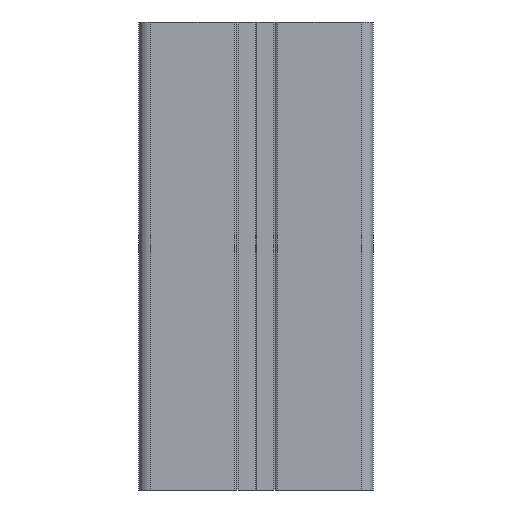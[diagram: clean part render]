
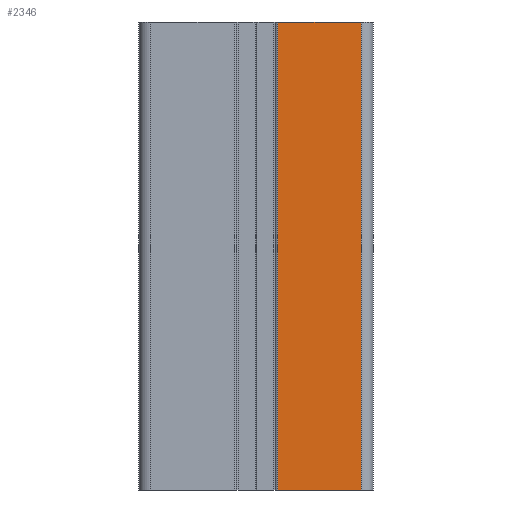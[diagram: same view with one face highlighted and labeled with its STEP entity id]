
A CAD part, front view. The second image highlights one B-rep face of the part: STEP entity #2346.
In plain terms, the highlighted planar face has unit normal (0, -1, 0).
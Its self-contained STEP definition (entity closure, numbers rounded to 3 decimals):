
#65=PLANE('',#2537);
#166=FACE_OUTER_BOUND('',#286,.T.);
#286=EDGE_LOOP('',(#1813,#1814,#1815,#1816));
#492=LINE('',#3760,#736);
#493=LINE('',#3763,#737);
#494=LINE('',#3765,#738);
#495=LINE('',#3766,#739);
#736=VECTOR('',#3059,100.);
#737=VECTOR('',#3062,17.85);
#738=VECTOR('',#3063,17.85);
#739=VECTOR('',#3064,100.);
#1083=VERTEX_POINT('',#3756);
#1084=VERTEX_POINT('',#3758);
#1085=VERTEX_POINT('',#3762);
#1086=VERTEX_POINT('',#3764);
#1390=EDGE_CURVE('',#1083,#1084,#492,.T.);
#1391=EDGE_CURVE('',#1085,#1083,#493,.T.);
#1392=EDGE_CURVE('',#1086,#1084,#494,.T.);
#1393=EDGE_CURVE('',#1085,#1086,#495,.T.);
#1813=ORIENTED_EDGE('',*,*,#1391,.T.);
#1814=ORIENTED_EDGE('',*,*,#1390,.T.);
#1815=ORIENTED_EDGE('',*,*,#1392,.F.);
#1816=ORIENTED_EDGE('',*,*,#1393,.F.);
#2346=ADVANCED_FACE('',(#166),#65,.T.);
#2537=AXIS2_PLACEMENT_3D('',#3761,#3060,#3061);
#3059=DIRECTION('',(0.,0.,1.));
#3060=DIRECTION('center_axis',(0.,-1.,0.));
#3061=DIRECTION('ref_axis',(1.,0.,0.));
#3062=DIRECTION('',(1.,0.,0.));
#3063=DIRECTION('',(1.,0.,0.));
#3064=DIRECTION('',(0.,0.,1.));
#3756=CARTESIAN_POINT('',(22.5,-25.,0.));
#3758=CARTESIAN_POINT('',(22.5,-25.,100.));
#3760=CARTESIAN_POINT('',(22.5,-25.,0.));
#3761=CARTESIAN_POINT('Origin',(4.65,-25.,0.));
#3762=CARTESIAN_POINT('',(4.65,-25.,0.));
#3763=CARTESIAN_POINT('',(4.65,-25.,0.));
#3764=CARTESIAN_POINT('',(4.65,-25.,100.));
#3765=CARTESIAN_POINT('',(4.65,-25.,100.));
#3766=CARTESIAN_POINT('',(4.65,-25.,0.));
